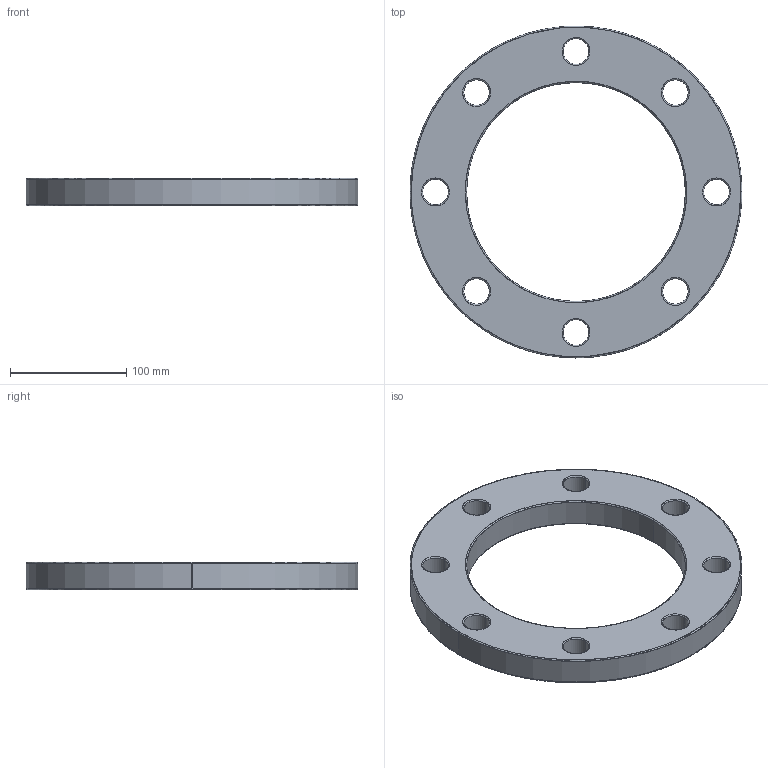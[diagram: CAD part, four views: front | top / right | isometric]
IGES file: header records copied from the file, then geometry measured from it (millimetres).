
Start section: SolidWorks IGES file using analytic representation for surfaces
Global section: file name: Backing Flange ANSI_001 530 7121 0180.igs; native system: SolidWorks 2021; preprocessor: SolidWorks 2021; author: b.kav; date: 220610.140709; units: millimetre
Bounding box: 285 x 285 x 24 mm (x, y, z)
Surface area: 113177.9 mm2 (no closed solid volume)
Topology: 0 solids, 0 shells, 62 faces, 1008 edges, 1008 vertices
Faces by surface type: bspline 42, revolution 20
